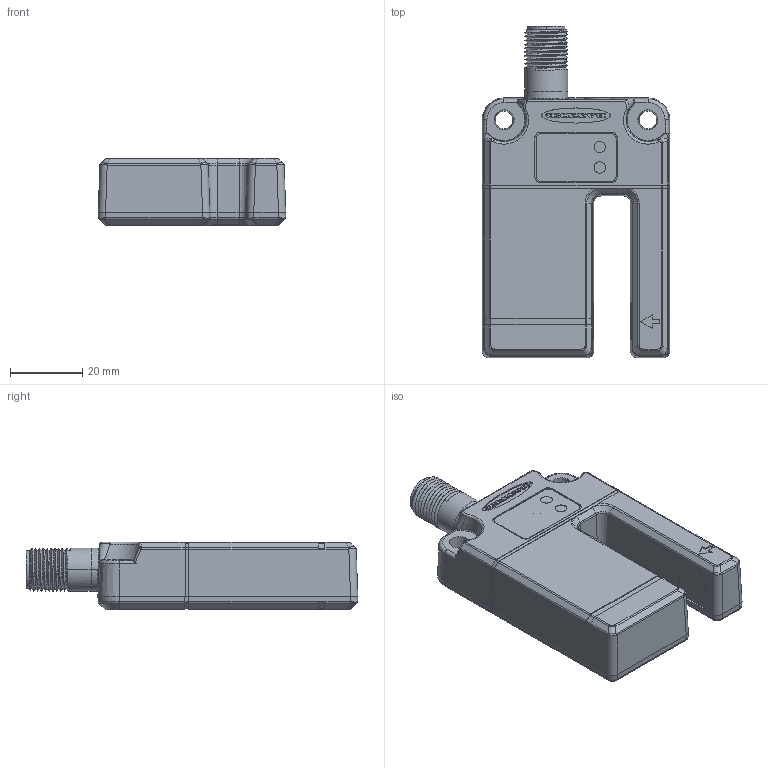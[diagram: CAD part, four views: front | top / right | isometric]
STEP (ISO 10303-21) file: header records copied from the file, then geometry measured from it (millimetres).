
FILE_DESCRIPTION((''),'2;1');
FILE_NAME('159573_ASM','2015-10-21T',('pdmadmin'),(''),'PRO/ENGINEER BY PARAMETRIC TECHNOLOGY CORPORATION, 2013230','PRO/ENGINEER BY PARAMETRIC TECHNOLOGY CORPORATION, 2013230','');
FILE_SCHEMA(('CONFIG_CONTROL_DESIGN'));
Length unit declared in the file: inch
Products named in the file (9): 58319; 55387; 58320; 15747_AF1; 41089_AF0; 15747_AF0_ASM; POT_2; 55389; 159573_ASM
Assembly tree (9 placements, depth 3):
  159573_ASM
    58319
    55387  x2
    58320
    15747_AF0_ASM
      15747_AF1
      41089_AF0
    POT_2
    55389
Bounding box: 52.07 x 92.06 x 18.8 mm (x, y, z)
Volume: 26282.1 mm3; surface area: 29020 mm2
Topology: 8 solids, 9 shells, 1250 faces, 3172 edges, 1985 vertices
Faces by surface type: plane 498, cylinder 308, bspline 138, extrusion 123, cone 94, sphere 46, torus 43
Entity records: 48325 total; most frequent: CARTESIAN_POINT 19584, ORIENTED_EDGE 6292, DIRECTION 5315, EDGE_CURVE 3148, VERTEX_POINT 1969, VECTOR 1831, AXIS2_PLACEMENT_3D 1742, LINE 1708
